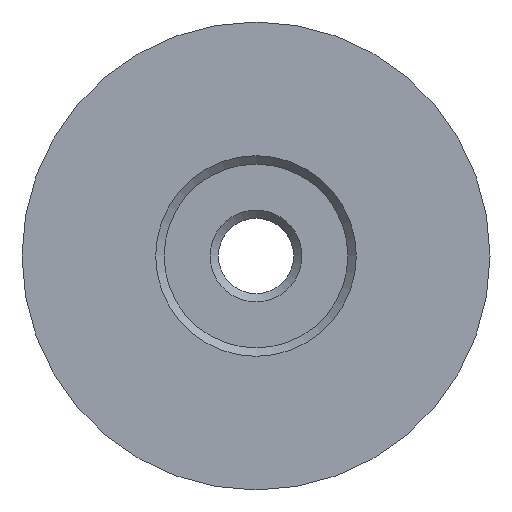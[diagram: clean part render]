
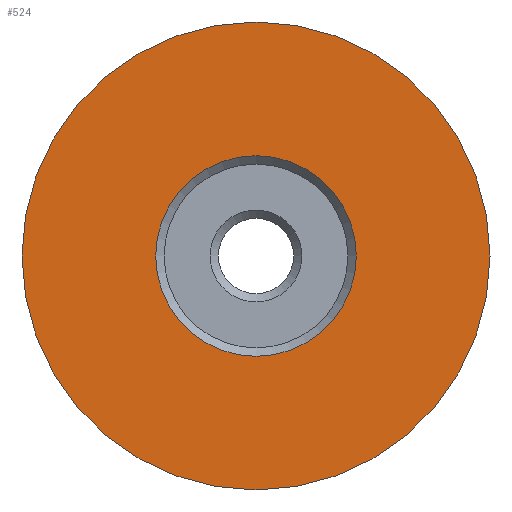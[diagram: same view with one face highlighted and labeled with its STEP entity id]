
A CAD part, left-side view. The second image highlights one B-rep face of the part: STEP entity #524.
In plain terms, the highlighted planar face has unit normal (-1, 0, 0).
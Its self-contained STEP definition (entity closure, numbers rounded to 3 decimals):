
#22=FACE_BOUND('',#89,.T.);
#32=PLANE('',#583);
#55=FACE_OUTER_BOUND('',#88,.T.);
#88=EDGE_LOOP('',(#384,#385));
#89=EDGE_LOOP('',(#386));
#166=CIRCLE('',#579,12.);
#169=CIRCLE('',#584,28.);
#170=CIRCLE('',#585,28.);
#226=VERTEX_POINT('',#886);
#229=VERTEX_POINT('',#896);
#230=VERTEX_POINT('',#897);
#286=EDGE_CURVE('',#226,#226,#166,.T.);
#291=EDGE_CURVE('',#229,#230,#169,.T.);
#292=EDGE_CURVE('',#230,#229,#170,.T.);
#384=ORIENTED_EDGE('',*,*,#291,.F.);
#385=ORIENTED_EDGE('',*,*,#292,.F.);
#386=ORIENTED_EDGE('',*,*,#286,.F.);
#524=ADVANCED_FACE('',(#55,#22),#32,.T.);
#579=AXIS2_PLACEMENT_3D('',#887,#691,#692);
#583=AXIS2_PLACEMENT_3D('',#895,#701,#702);
#584=AXIS2_PLACEMENT_3D('',#898,#703,#704);
#585=AXIS2_PLACEMENT_3D('',#899,#705,#706);
#691=DIRECTION('center_axis',(-1.,0.,0.));
#692=DIRECTION('ref_axis',(0.,-1.,0.));
#701=DIRECTION('center_axis',(-1.,0.,0.));
#702=DIRECTION('ref_axis',(0.,0.,1.));
#703=DIRECTION('center_axis',(1.,0.,0.));
#704=DIRECTION('ref_axis',(0.,0.,-1.));
#705=DIRECTION('center_axis',(1.,0.,0.));
#706=DIRECTION('ref_axis',(0.,0.,-1.));
#886=CARTESIAN_POINT('',(0.,-16.,0.));
#887=CARTESIAN_POINT('Origin',(0.,-28.,0.));
#895=CARTESIAN_POINT('Origin',(0.,0.,0.));
#896=CARTESIAN_POINT('',(0.,0.,0.));
#897=CARTESIAN_POINT('',(0.,-56.,0.));
#898=CARTESIAN_POINT('Origin',(0.,-28.,0.));
#899=CARTESIAN_POINT('Origin',(0.,-28.,0.));
